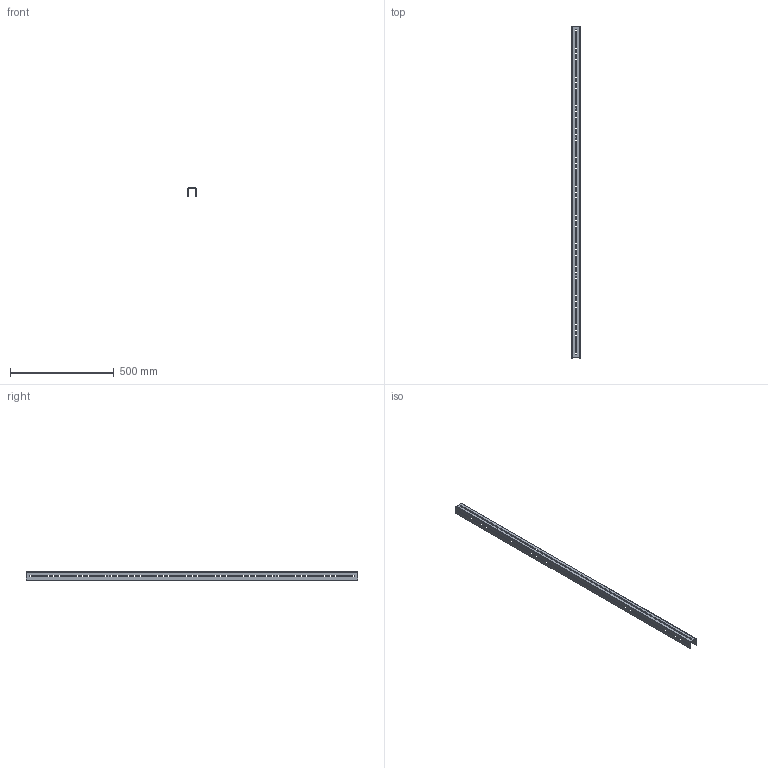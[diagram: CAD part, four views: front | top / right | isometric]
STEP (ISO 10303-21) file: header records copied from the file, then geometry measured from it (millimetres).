
FILE_DESCRIPTION (( 'STEP AP214' ), '1' );
FILE_NAME ('mb15-07-02p Âåðòèêàëüíûé Ï-îáðàçíûé ïðîôèëü 1600 (äëÿ 1800õØõÃ).STEP', '2021-02-05T13:07:33', ( '' ), ( '' ), 'SwSTEP 2.0', 'SolidWorks 2021', '' );
FILE_SCHEMA (( 'AUTOMOTIVE_DESIGN' ));
Length unit declared in the file: millimetre
Products named in the file (1): mb15-07-02p Âåðòèêàëüíûé Ï-îáðàçíûé ïðîôèëü 1600 (äëÿ 1800õØõÃ)
Bounding box: 40 x 1600 x 40 mm (x, y, z)
Volume: 236799.1 mm3; surface area: 334646.8 mm2
Topology: 1 solids, 1 shells, 562 faces, 1664 edges, 1104 vertices
Faces by surface type: plane 288, cylinder 274
Entity records: 19482 total; most frequent: DIRECTION 3338, CARTESIAN_POINT 3331, ORIENTED_EDGE 3328, EDGE_CURVE 1664, VECTOR 1116, LINE 1116, AXIS2_PLACEMENT_3D 1111, VERTEX_POINT 1104
